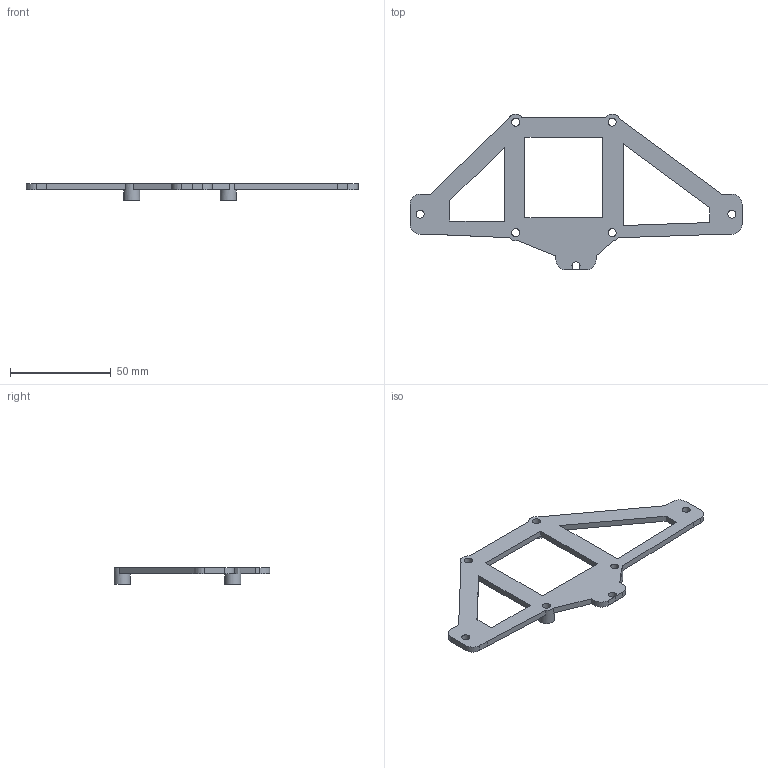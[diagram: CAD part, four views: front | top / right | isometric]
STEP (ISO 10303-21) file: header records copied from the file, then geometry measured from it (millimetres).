
FILE_DESCRIPTION(/* description */ (''),/* implementation_level */ '2;1');
FILE_NAME(/* name */ 'OprangePiZero2Mount.step',/* time_stamp */ '2023-01-09T17:26:23+08:00',/* author */ (''),/* organization */ (''),/* preprocessor_version */ 'ST-DEVELOPER v19.2',/* originating_system */ 'Autodesk Translation Framework v11.17.0.187',/* authorisation */ '');
FILE_SCHEMA (('AUTOMOTIVE_DESIGN { 1 0 10303 214 3 1 1 }'));
Length unit declared in the file: millimetre
Products named in the file (1): OprangePiZero2Mount
Bounding box: 165 x 77.5 x 8 mm (x, y, z)
Volume: 13979.6 mm3; surface area: 12295.1 mm2
Topology: 1 solids, 1 shells, 53 faces, 153 edges, 100 vertices
Faces by surface type: plane 35, cylinder 18
Full cylindrical faces by diameter (mm): 4 x6, 8 x4
Entity records: 1816 total; most frequent: CARTESIAN_POINT 307, ORIENTED_EDGE 306, DIRECTION 305, EDGE_CURVE 153, LINE 109, VECTOR 109, VERTEX_POINT 100, AXIS2_PLACEMENT_3D 98
